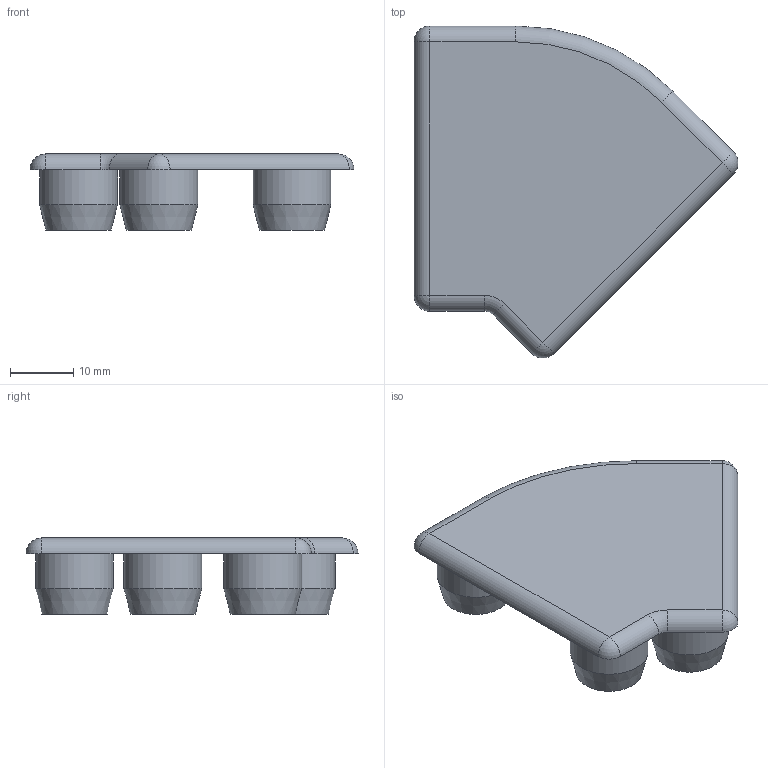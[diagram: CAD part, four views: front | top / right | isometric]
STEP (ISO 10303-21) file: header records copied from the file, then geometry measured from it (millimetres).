
FILE_DESCRIPTION(/* description */ ('TAPPO PROFILO 45X45 NERO 45°'),/* implementation_level */ '2;1');
FILE_NAME(/* name */ 'DTPTR0000118.stp',/* time_stamp */ '2020-09-11T08:38:59+02:00',/* author */ ('tecnico5'),/* organization */ (''),/* preprocessor_version */ 'ST-DEVELOPER v17.2',/* originating_system */ 'Autodesk Inventor 2019',/* authorisation */ '');
FILE_SCHEMA (('AUTOMOTIVE_DESIGN { 1 0 10303 214 3 1 1 }'));
Length unit declared in the file: millimetre
Products named in the file (1): 2062
Bounding box: 51.1 x 52.37 x 12 mm (x, y, z)
Volume: 6004.2 mm3; surface area: 6423.6 mm2
Topology: 1 solids, 1 shells, 34 faces, 68 edges, 40 vertices
Faces by surface type: cylinder 14, plane 10, cone 4, sphere 4, torus 2
Full cylindrical faces by diameter (mm): 9.5 x4, 12.3 x4
Entity records: 905 total; most frequent: DIRECTION 174, CARTESIAN_POINT 139, ORIENTED_EDGE 128, AXIS2_PLACEMENT_3D 75, EDGE_CURVE 64, EDGE_LOOP 42, CIRCLE 40, VERTEX_POINT 40
